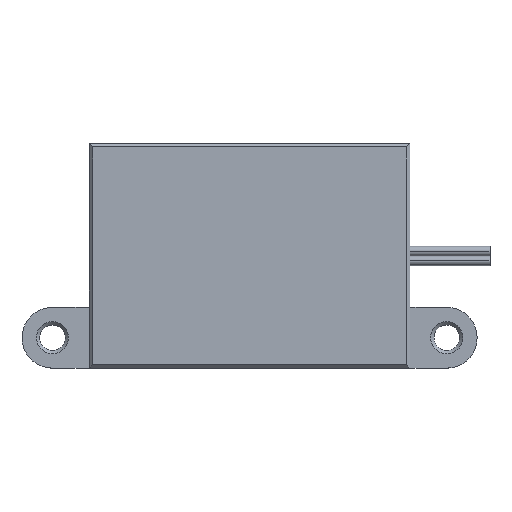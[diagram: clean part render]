
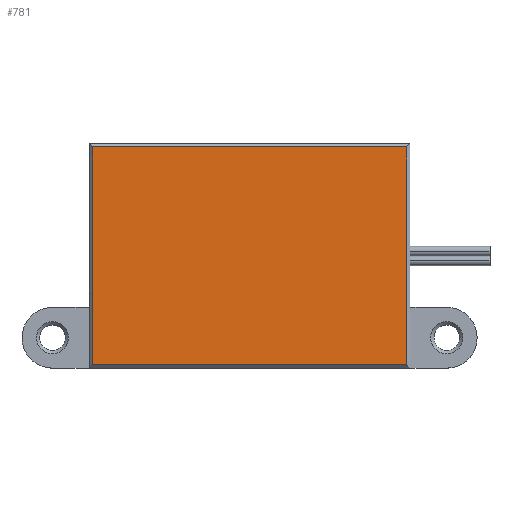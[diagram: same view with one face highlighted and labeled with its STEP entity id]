
A CAD part, top view. The second image highlights one B-rep face of the part: STEP entity #781.
In plain terms, the highlighted planar face has unit normal (0, 0, 1).
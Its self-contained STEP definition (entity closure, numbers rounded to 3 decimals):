
#41=PLANE('',#857);
#91=FACE_OUTER_BOUND('',#145,.T.);
#145=EDGE_LOOP('',(#651,#652,#653,#654));
#219=LINE('',#1249,#303);
#222=LINE('',#1254,#306);
#224=LINE('',#1258,#308);
#228=LINE('',#1264,#312);
#303=VECTOR('',#1005,10.);
#306=VECTOR('',#1010,10.);
#308=VECTOR('',#1014,10.);
#312=VECTOR('',#1020,10.);
#406=VERTEX_POINT('',#1247);
#407=VERTEX_POINT('',#1248);
#408=VERTEX_POINT('',#1253);
#409=VERTEX_POINT('',#1257);
#491=EDGE_CURVE('',#406,#407,#219,.T.);
#494=EDGE_CURVE('',#407,#408,#222,.T.);
#496=EDGE_CURVE('',#408,#409,#224,.T.);
#500=EDGE_CURVE('',#409,#406,#228,.T.);
#651=ORIENTED_EDGE('',*,*,#491,.F.);
#652=ORIENTED_EDGE('',*,*,#500,.F.);
#653=ORIENTED_EDGE('',*,*,#496,.F.);
#654=ORIENTED_EDGE('',*,*,#494,.F.);
#781=ADVANCED_FACE('',(#91),#41,.T.);
#857=AXIS2_PLACEMENT_3D('',#1267,#1024,#1025);
#1005=DIRECTION('',(0.,-1.,0.));
#1010=DIRECTION('',(-1.,0.,0.));
#1014=DIRECTION('',(0.,1.,0.));
#1020=DIRECTION('',(1.,0.,0.));
#1024=DIRECTION('center_axis',(0.,0.,1.));
#1025=DIRECTION('ref_axis',(1.,0.,0.));
#1247=CARTESIAN_POINT('',(19.8,13.8,2.8));
#1248=CARTESIAN_POINT('',(19.8,0.2,2.8));
#1249=CARTESIAN_POINT('',(19.8,10.5,2.8));
#1253=CARTESIAN_POINT('',(0.2,0.2,2.8));
#1254=CARTESIAN_POINT('',(15.,0.2,2.8));
#1257=CARTESIAN_POINT('',(0.2,13.8,2.8));
#1258=CARTESIAN_POINT('',(0.2,3.5,2.8));
#1264=CARTESIAN_POINT('',(5.,13.8,2.8));
#1267=CARTESIAN_POINT('Origin',(10.,7.,2.8));
